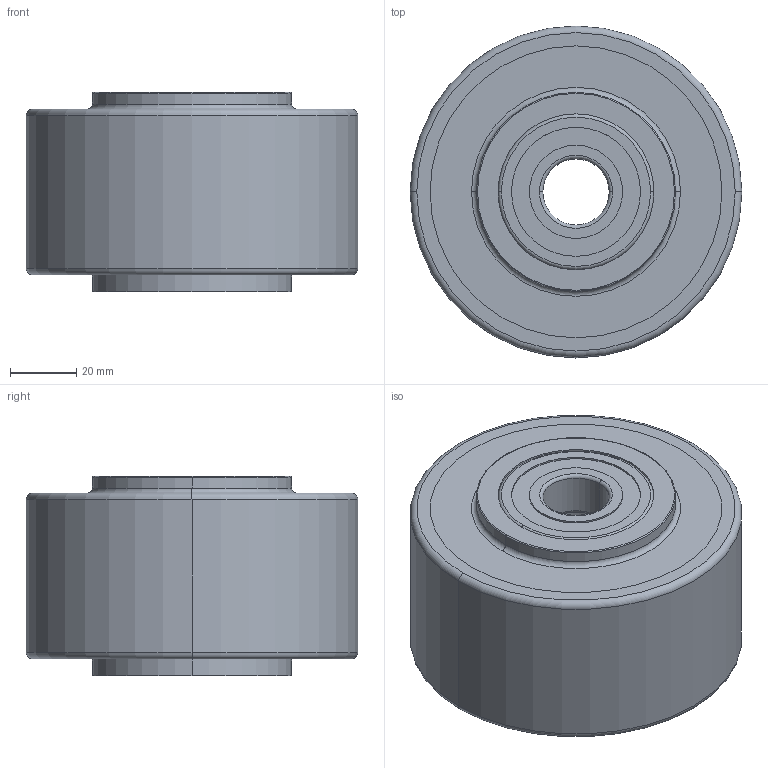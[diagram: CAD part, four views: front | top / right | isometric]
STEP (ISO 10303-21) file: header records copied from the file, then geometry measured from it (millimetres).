
FILE_DESCRIPTION (( 'STEP AP214' ), '1' );
FILE_NAME ('0015910.step', '2022-03-25T08:08:09', ( '' ), ( '' ), 'SwSTEP 2.0', 'SolidWorks 2020', '' );
FILE_SCHEMA (( 'AUTOMOTIVE_DESIGN' ));
Length unit declared in the file: millimetre
Products named in the file (1): 0015910
Bounding box: 100 x 100 x 60 mm (x, y, z)
Volume: 374886.8 mm3; surface area: 97284.8 mm2
Topology: 15 solids, 15 shells, 142 faces, 284 edges, 172 vertices
Faces by surface type: cylinder 64, torus 44, plane 34
Entity records: 5514 total; most frequent: DIRECTION 778, CARTESIAN_POINT 599, ORIENTED_EDGE 568, AXIS2_PLACEMENT_3D 351, EDGE_CURVE 284, CIRCLE 208, VERTEX_POINT 172, EDGE_LOOP 168
